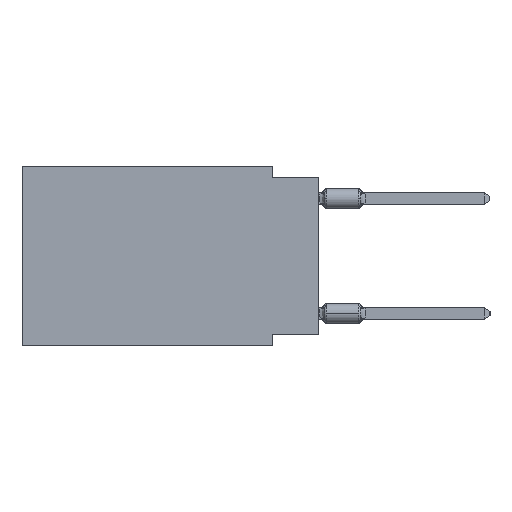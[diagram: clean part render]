
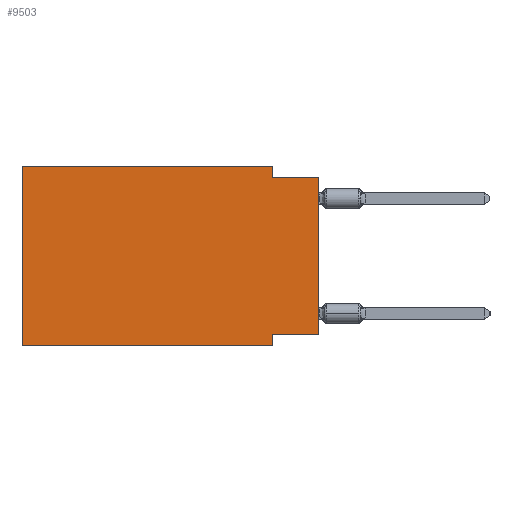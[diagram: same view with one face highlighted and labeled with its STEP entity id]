
A CAD part, left-side view. The second image highlights one B-rep face of the part: STEP entity #9503.
In plain terms, the highlighted planar face has unit normal (-1, 0, 0).
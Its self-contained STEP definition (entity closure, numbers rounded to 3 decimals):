
#864 = DIRECTION ( 'NONE',  ( 0., 0., -1. ) ) ;
#1768 = VECTOR ( 'NONE', #19038, 1000. ) ;
#1787 = DIRECTION ( 'NONE',  ( 0., -1., 0. ) ) ;
#2110 = CARTESIAN_POINT ( 'NONE',  ( 0., 0., 0. ) ) ;
#2222 = VECTOR ( 'NONE', #37209, 1000. ) ;
#3079 = ORIENTED_EDGE ( 'NONE', *, *, #11474, .F. ) ;
#3477 = CARTESIAN_POINT ( 'NONE',  ( 0., 2.54, -9.906 ) ) ;
#3709 = DIRECTION ( 'NONE',  ( 0., 0., 1. ) ) ;
#4507 = LINE ( 'NONE', #17596, #28237 ) ;
#4519 = CARTESIAN_POINT ( 'NONE',  ( 0., 2.54, -9.906 ) ) ;
#5944 = VECTOR ( 'NONE', #39890, 1000. ) ;
#5974 = EDGE_CURVE ( 'NONE', #17258, #24938, #21824, .T. ) ;
#6258 = VERTEX_POINT ( 'NONE', #17513 ) ;
#7416 = CARTESIAN_POINT ( 'NONE',  ( 0., 16.383, 0. ) ) ;
#8172 = VECTOR ( 'NONE', #38740, 1000. ) ;
#9503 = ADVANCED_FACE ( 'NONE', ( #29129 ), #28725, .F. ) ;
#9791 = ORIENTED_EDGE ( 'NONE', *, *, #39704, .T. ) ;
#9898 = LINE ( 'NONE', #3477, #14985 ) ;
#10055 = CARTESIAN_POINT ( 'NONE',  ( 0., 2.54, 0. ) ) ;
#11004 = AXIS2_PLACEMENT_3D ( 'NONE', #15854, #12424, #28921 ) ;
#11139 = CARTESIAN_POINT ( 'NONE',  ( 0., 0., -0.635 ) ) ;
#11474 = EDGE_CURVE ( 'NONE', #32427, #6258, #4507, .T. ) ;
#12424 = DIRECTION ( 'NONE',  ( 1., 0., 0. ) ) ;
#14985 = VECTOR ( 'NONE', #22980, 1000. ) ;
#15397 = CARTESIAN_POINT ( 'NONE',  ( 0., 0., -9.271 ) ) ;
#15854 = CARTESIAN_POINT ( 'NONE',  ( 0., 16.383, 0. ) ) ;
#16320 = VERTEX_POINT ( 'NONE', #38048 ) ;
#16807 = LINE ( 'NONE', #33090, #30320 ) ;
#17034 = VERTEX_POINT ( 'NONE', #4519 ) ;
#17258 = VERTEX_POINT ( 'NONE', #33356 ) ;
#17307 = VERTEX_POINT ( 'NONE', #20274 ) ;
#17513 = CARTESIAN_POINT ( 'NONE',  ( 0., 2.54, -0.635 ) ) ;
#17596 = CARTESIAN_POINT ( 'NONE',  ( 0., 2.54, 0. ) ) ;
#19038 = DIRECTION ( 'NONE',  ( 0., 0., 1. ) ) ;
#20274 = CARTESIAN_POINT ( 'NONE',  ( 0., 16.383, -9.906 ) ) ;
#21824 = LINE ( 'NONE', #2110, #1768 ) ;
#21956 = EDGE_CURVE ( 'NONE', #6258, #24938, #33241, .T. ) ;
#22980 = DIRECTION ( 'NONE',  ( 0., 0., -1. ) ) ;
#24938 = VERTEX_POINT ( 'NONE', #11139 ) ;
#27482 = ORIENTED_EDGE ( 'NONE', *, *, #40724, .F. ) ;
#28237 = VECTOR ( 'NONE', #864, 1000. ) ;
#28388 = VERTEX_POINT ( 'NONE', #42258 ) ;
#28725 = PLANE ( 'NONE',  #11004 ) ;
#28921 = DIRECTION ( 'NONE',  ( 0., 0., -1. ) ) ;
#29129 = FACE_OUTER_BOUND ( 'NONE', #41925, .T. ) ;
#29937 = EDGE_CURVE ( 'NONE', #28388, #32427, #30585, .T. ) ;
#30246 = CARTESIAN_POINT ( 'NONE',  ( 0., 0., -0.635 ) ) ;
#30320 = VECTOR ( 'NONE', #3709, 1000. ) ;
#30420 = EDGE_CURVE ( 'NONE', #17307, #28388, #16807, .T. ) ;
#30497 = ORIENTED_EDGE ( 'NONE', *, *, #30420, .F. ) ;
#30585 = LINE ( 'NONE', #7416, #2222 ) ;
#30754 = LINE ( 'NONE', #40606, #36882 ) ;
#32427 = VERTEX_POINT ( 'NONE', #10055 ) ;
#32557 = ORIENTED_EDGE ( 'NONE', *, *, #29937, .F. ) ;
#32582 = ORIENTED_EDGE ( 'NONE', *, *, #5974, .T. ) ;
#32704 = ORIENTED_EDGE ( 'NONE', *, *, #37777, .F. ) ;
#33090 = CARTESIAN_POINT ( 'NONE',  ( 0., 16.383, 0. ) ) ;
#33241 = LINE ( 'NONE', #30246, #5944 ) ;
#33356 = CARTESIAN_POINT ( 'NONE',  ( 0., 0., -9.271 ) ) ;
#35103 = LINE ( 'NONE', #15397, #8172 ) ;
#36882 = VECTOR ( 'NONE', #1787, 1000. ) ;
#37209 = DIRECTION ( 'NONE',  ( 0., -1., 0. ) ) ;
#37777 = EDGE_CURVE ( 'NONE', #16320, #17034, #9898, .T. ) ;
#38048 = CARTESIAN_POINT ( 'NONE',  ( 0., 2.54, -9.271 ) ) ;
#38740 = DIRECTION ( 'NONE',  ( 0., 1., 0. ) ) ;
#39283 = ORIENTED_EDGE ( 'NONE', *, *, #21956, .F. ) ;
#39704 = EDGE_CURVE ( 'NONE', #17307, #17034, #30754, .T. ) ;
#39890 = DIRECTION ( 'NONE',  ( 0., -1., 0. ) ) ;
#40606 = CARTESIAN_POINT ( 'NONE',  ( 0., 16.383, -9.906 ) ) ;
#40724 = EDGE_CURVE ( 'NONE', #17258, #16320, #35103, .T. ) ;
#41925 = EDGE_LOOP ( 'NONE', ( #32582, #39283, #3079, #32557, #30497, #9791, #32704, #27482 ) ) ;
#42258 = CARTESIAN_POINT ( 'NONE',  ( 0., 16.383, 0. ) ) ;
